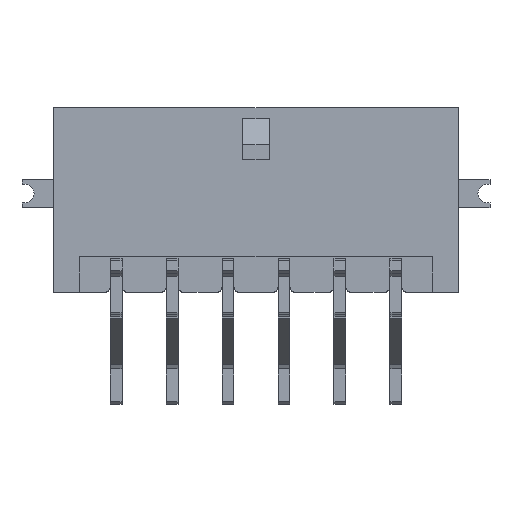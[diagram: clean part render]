
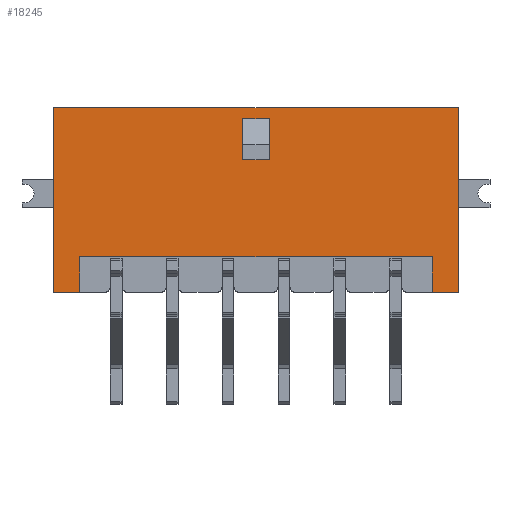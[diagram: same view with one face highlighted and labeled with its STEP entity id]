
A CAD part, top view. The second image highlights one B-rep face of the part: STEP entity #18245.
In plain terms, the highlighted face is planar.
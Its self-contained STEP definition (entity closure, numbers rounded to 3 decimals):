
#1298=ORIENTED_EDGE('',*,*,#4589,.F.);
#1299=ORIENTED_EDGE('',*,*,#4949,.F.);
#1300=ORIENTED_EDGE('',*,*,#4950,.T.);
#1301=ORIENTED_EDGE('',*,*,#4951,.T.);
#1302=ORIENTED_EDGE('',*,*,#4952,.F.);
#1303=ORIENTED_EDGE('',*,*,#4953,.F.);
#1304=ORIENTED_EDGE('',*,*,#4584,.F.);
#1305=ORIENTED_EDGE('',*,*,#4587,.F.);
#1306=ORIENTED_EDGE('',*,*,#4542,.T.);
#1307=ORIENTED_EDGE('',*,*,#4549,.T.);
#1308=ORIENTED_EDGE('',*,*,#4538,.F.);
#1309=ORIENTED_EDGE('',*,*,#4547,.F.);
#4538=EDGE_CURVE('',#6459,#6460,#7730,.T.);
#4542=EDGE_CURVE('',#6463,#6464,#7734,.T.);
#4547=EDGE_CURVE('',#6463,#6459,#7739,.T.);
#4549=EDGE_CURVE('',#6464,#6460,#7741,.T.);
#4584=EDGE_CURVE('',#6495,#6496,#7764,.T.);
#4587=EDGE_CURVE('',#6497,#6495,#7767,.T.);
#4589=EDGE_CURVE('',#6498,#6497,#7769,.T.);
#4949=EDGE_CURVE('',#6743,#6498,#8113,.T.);
#4950=EDGE_CURVE('',#6743,#6744,#8114,.T.);
#4951=EDGE_CURVE('',#6744,#6745,#8115,.T.);
#4952=EDGE_CURVE('',#6746,#6745,#8116,.T.);
#4953=EDGE_CURVE('',#6496,#6746,#8117,.T.);
#6459=VERTEX_POINT('',#24068);
#6460=VERTEX_POINT('',#24069);
#6463=VERTEX_POINT('',#24077);
#6464=VERTEX_POINT('',#24078);
#6495=VERTEX_POINT('',#24156);
#6496=VERTEX_POINT('',#24157);
#6497=VERTEX_POINT('',#24162);
#6498=VERTEX_POINT('',#24166);
#6743=VERTEX_POINT('',#24868);
#6744=VERTEX_POINT('',#24870);
#6745=VERTEX_POINT('',#24872);
#6746=VERTEX_POINT('',#24874);
#7730=LINE('',#24067,#9526);
#7734=LINE('',#24076,#9530);
#7739=LINE('',#24086,#9535);
#7741=LINE('',#24090,#9537);
#7764=LINE('',#24155,#9560);
#7767=LINE('',#24161,#9563);
#7769=LINE('',#24165,#9565);
#8113=LINE('',#24867,#9909);
#8114=LINE('',#24869,#9910);
#8115=LINE('',#24871,#9911);
#8116=LINE('',#24873,#9912);
#8117=LINE('',#24875,#9913);
#9526=VECTOR('',#20221,1000.);
#9530=VECTOR('',#20227,1000.);
#9535=VECTOR('',#20234,1000.);
#9537=VECTOR('',#20240,1000.);
#9560=VECTOR('',#20291,1000.);
#9563=VECTOR('',#20296,1000.);
#9565=VECTOR('',#20300,1000.);
#9909=VECTOR('',#20870,1000.);
#9910=VECTOR('',#20871,1000.);
#9911=VECTOR('',#20872,1000.);
#9912=VECTOR('',#20873,1000.);
#9913=VECTOR('',#20874,1000.);
#11094=EDGE_LOOP('',(#1298,#1299,#1300,#1301,#1302,#1303,#1304,#1305));
#11095=EDGE_LOOP('',(#1306,#1307,#1308,#1309));
#11842=FACE_BOUND('',#11094,.T.);
#11843=FACE_BOUND('',#11095,.T.);
#12578=PLANE('',#18997);
#18245=ADVANCED_FACE('',(#11842,#11843),#12578,.T.);
#18997=AXIS2_PLACEMENT_3D('',#24866,#20868,#20869);
#20221=DIRECTION('',(0.,0.,1.));
#20227=DIRECTION('',(0.,0.,1.));
#20234=DIRECTION('',(0.,-1.,0.));
#20240=DIRECTION('',(0.,-1.,0.));
#20291=DIRECTION('',(0.,0.,-1.));
#20296=DIRECTION('',(0.,1.,0.));
#20300=DIRECTION('',(0.,0.,1.));
#20868=DIRECTION('',(-1.,0.,0.));
#20869=DIRECTION('',(0.,0.,1.));
#20870=DIRECTION('',(0.,1.,0.));
#20871=DIRECTION('',(0.,0.,1.));
#20872=DIRECTION('',(0.,1.,0.));
#20873=DIRECTION('',(0.,0.,1.));
#20874=DIRECTION('',(0.,1.,0.));
#24067=CARTESIAN_POINT('',(-3.43,-0.7,2.15));
#24068=CARTESIAN_POINT('',(-3.43,-0.7,2.15));
#24069=CARTESIAN_POINT('',(-3.43,-0.7,4.35));
#24076=CARTESIAN_POINT('',(-3.43,0.7,2.15));
#24077=CARTESIAN_POINT('',(-3.43,0.7,2.15));
#24078=CARTESIAN_POINT('',(-3.43,0.7,4.35));
#24086=CARTESIAN_POINT('',(-3.43,0.7,2.15));
#24090=CARTESIAN_POINT('',(-3.43,0.7,4.35));
#24155=CARTESIAN_POINT('',(-3.43,9.45,-3.05));
#24156=CARTESIAN_POINT('',(-3.43,9.45,-3.05));
#24157=CARTESIAN_POINT('',(-3.43,9.45,-4.95));
#24161=CARTESIAN_POINT('',(-3.43,-9.45,-3.05));
#24162=CARTESIAN_POINT('',(-3.43,-9.45,-3.05));
#24165=CARTESIAN_POINT('',(-3.43,-9.45,-4.95));
#24166=CARTESIAN_POINT('',(-3.43,-9.45,-4.95));
#24866=CARTESIAN_POINT('',(-3.43,-10.85,-4.95));
#24867=CARTESIAN_POINT('',(-3.43,-10.85,-4.95));
#24868=CARTESIAN_POINT('',(-3.43,-10.85,-4.95));
#24869=CARTESIAN_POINT('',(-3.43,-10.85,-4.95));
#24870=CARTESIAN_POINT('',(-3.43,-10.85,4.95));
#24871=CARTESIAN_POINT('',(-3.43,-10.85,4.95));
#24872=CARTESIAN_POINT('',(-3.43,10.85,4.95));
#24873=CARTESIAN_POINT('',(-3.43,10.85,-4.95));
#24874=CARTESIAN_POINT('',(-3.43,10.85,-4.95));
#24875=CARTESIAN_POINT('',(-3.43,-10.85,-4.95));
